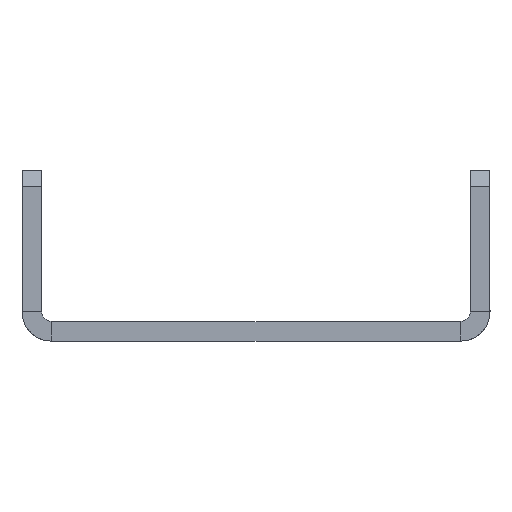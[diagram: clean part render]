
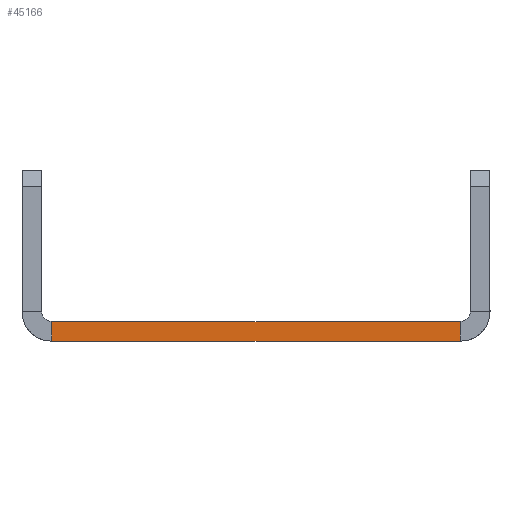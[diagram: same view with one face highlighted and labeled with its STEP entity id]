
A CAD part, front view. The second image highlights one B-rep face of the part: STEP entity #45166.
In plain terms, the highlighted planar face has unit normal (0, -1, 0).
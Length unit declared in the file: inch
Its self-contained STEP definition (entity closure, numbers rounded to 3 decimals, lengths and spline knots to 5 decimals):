
#1501 = CARTESIAN_POINT ( 'NONE',  ( -0.75, -8.75, 0.06299 ) ) ;
#3828 = EDGE_LOOP ( 'NONE', ( #47560, #39707, #12391, #45425 ) ) ;
#4061 = VERTEX_POINT ( 'NONE', #39966 ) ;
#5549 = LINE ( 'NONE', #8227, #18577 ) ;
#8227 = CARTESIAN_POINT ( 'NONE',  ( -0.75, -8.75, 0. ) ) ;
#10100 = EDGE_CURVE ( 'NONE', #14620, #12880, #44938, .T. ) ;
#12391 = ORIENTED_EDGE ( 'NONE', *, *, #26254, .T. ) ;
#12880 = VERTEX_POINT ( 'NONE', #29403 ) ;
#14620 = VERTEX_POINT ( 'NONE', #41870 ) ;
#18246 = PLANE ( 'NONE',  #31844 ) ;
#18577 = VECTOR ( 'NONE', #54013, 39.37008 ) ;
#18817 = EDGE_CURVE ( 'NONE', #37038, #14620, #40468, .T. ) ;
#19170 = LINE ( 'NONE', #43902, #26234 ) ;
#20067 = DIRECTION ( 'NONE',  ( 0., 0., -1. ) ) ;
#25501 = DIRECTION ( 'NONE',  ( 0., 0., -1. ) ) ;
#25923 = VECTOR ( 'NONE', #37814, 39.37008 ) ;
#26234 = VECTOR ( 'NONE', #20067, 39.37008 ) ;
#26254 = EDGE_CURVE ( 'NONE', #37038, #4061, #19170, .T. ) ;
#27028 = FACE_OUTER_BOUND ( 'NONE', #3828, .T. ) ;
#28022 = CARTESIAN_POINT ( 'NONE',  ( -0.75, -8.75, 0.06299 ) ) ;
#29049 = CARTESIAN_POINT ( 'NONE',  ( 0.65501, -8.75, 0.06299 ) ) ;
#29403 = CARTESIAN_POINT ( 'NONE',  ( 0.65501, -8.75, 0. ) ) ;
#29679 = DIRECTION ( 'NONE',  ( 0., 1., 0. ) ) ;
#31829 = CARTESIAN_POINT ( 'NONE',  ( -0.65501, -8.75, 0.06299 ) ) ;
#31844 = AXIS2_PLACEMENT_3D ( 'NONE', #1501, #29679, #36768 ) ;
#36768 = DIRECTION ( 'NONE',  ( 0., 0., 1. ) ) ;
#37038 = VERTEX_POINT ( 'NONE', #31829 ) ;
#37814 = DIRECTION ( 'NONE',  ( 1., 0., 0. ) ) ;
#37963 = EDGE_CURVE ( 'NONE', #4061, #12880, #5549, .T. ) ;
#39707 = ORIENTED_EDGE ( 'NONE', *, *, #18817, .F. ) ;
#39966 = CARTESIAN_POINT ( 'NONE',  ( -0.65501, -8.75, 0. ) ) ;
#40468 = LINE ( 'NONE', #28022, #25923 ) ;
#41062 = VECTOR ( 'NONE', #25501, 39.37008 ) ;
#41870 = CARTESIAN_POINT ( 'NONE',  ( 0.65501, -8.75, 0.06299 ) ) ;
#43902 = CARTESIAN_POINT ( 'NONE',  ( -0.65501, -8.75, 0.06299 ) ) ;
#44938 = LINE ( 'NONE', #29049, #41062 ) ;
#45166 = ADVANCED_FACE ( 'NONE', ( #27028 ), #18246, .F. ) ;
#45425 = ORIENTED_EDGE ( 'NONE', *, *, #37963, .T. ) ;
#47560 = ORIENTED_EDGE ( 'NONE', *, *, #10100, .F. ) ;
#54013 = DIRECTION ( 'NONE',  ( 1., 0., 0. ) ) ;
